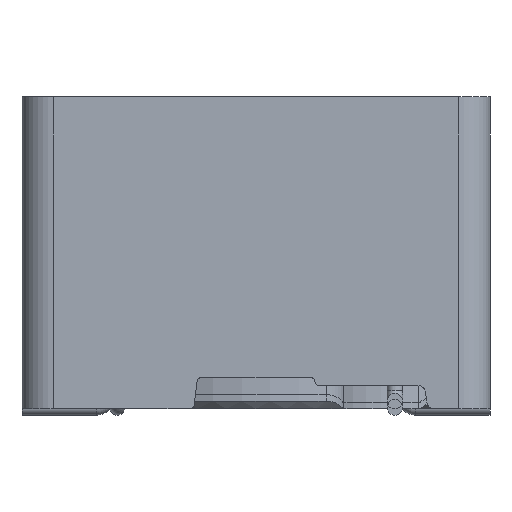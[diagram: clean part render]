
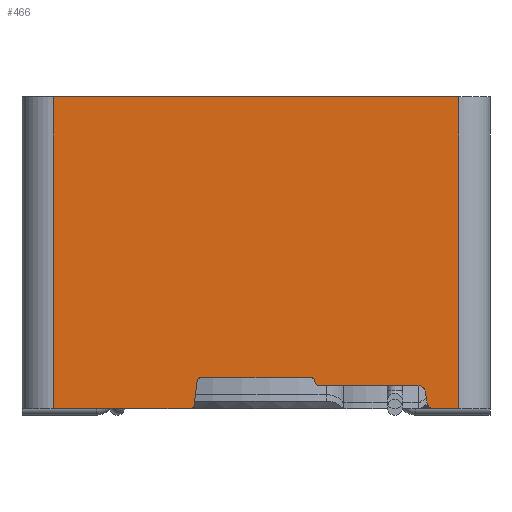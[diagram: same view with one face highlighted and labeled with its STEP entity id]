
A CAD part, front view. The second image highlights one B-rep face of the part: STEP entity #466.
In plain terms, the highlighted planar face has unit normal (0, -1, 0).
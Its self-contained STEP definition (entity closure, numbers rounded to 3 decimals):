
#466 = ADVANCED_FACE( '', ( #1191 ), #1192, .F. );
#1191 = FACE_OUTER_BOUND( '', #2966, .T. );
#1192 = PLANE( '', #2967 );
#2966 = EDGE_LOOP( '', ( #7247, #7248, #7249, #7250, #7251, #7252, #7253, #7254, #7255, #7256, #7257, #7258, #7259, #7260, #7261, #7262 ) );
#2967 = AXIS2_PLACEMENT_3D( '', #7263, #7264, #7265 );
#7247 = ORIENTED_EDGE( '', *, *, #9825, .T. );
#7248 = ORIENTED_EDGE( '', *, *, #9826, .T. );
#7249 = ORIENTED_EDGE( '', *, *, #9827, .T. );
#7250 = ORIENTED_EDGE( '', *, *, #9828, .T. );
#7251 = ORIENTED_EDGE( '', *, *, #9829, .T. );
#7252 = ORIENTED_EDGE( '', *, *, #9830, .T. );
#7253 = ORIENTED_EDGE( '', *, *, #9831, .F. );
#7254 = ORIENTED_EDGE( '', *, *, #9832, .T. );
#7255 = ORIENTED_EDGE( '', *, *, #9833, .T. );
#7256 = ORIENTED_EDGE( '', *, *, #9772, .T. );
#7257 = ORIENTED_EDGE( '', *, *, #9834, .T. );
#7258 = ORIENTED_EDGE( '', *, *, #9715, .T. );
#7259 = ORIENTED_EDGE( '', *, *, #9835, .T. );
#7260 = ORIENTED_EDGE( '', *, *, #9836, .T. );
#7261 = ORIENTED_EDGE( '', *, *, #9837, .T. );
#7262 = ORIENTED_EDGE( '', *, *, #9838, .T. );
#7263 = CARTESIAN_POINT( '', ( -3., -3., 4. ) );
#7264 = DIRECTION( '', ( 0., 1., 0. ) );
#7265 = DIRECTION( '', ( 0., 0., 1. ) );
#9715 = EDGE_CURVE( '', #10877, #10878, #10879, .T. );
#9772 = EDGE_CURVE( '', #10972, #10973, #10974, .F. );
#9825 = EDGE_CURVE( '', #11058, #11059, #11060, .T. );
#9826 = EDGE_CURVE( '', #11059, #11061, #11062, .T. );
#9827 = EDGE_CURVE( '', #11061, #11063, #11064, .T. );
#9828 = EDGE_CURVE( '', #11063, #11065, #11066, .F. );
#9829 = EDGE_CURVE( '', #11065, #11067, #11068, .T. );
#9830 = EDGE_CURVE( '', #11067, #11069, #11070, .F. );
#9831 = EDGE_CURVE( '', #11071, #11069, #11072, .T. );
#9832 = EDGE_CURVE( '', #11071, #11073, #11074, .T. );
#9833 = EDGE_CURVE( '', #11073, #10972, #11075, .T. );
#9834 = EDGE_CURVE( '', #10973, #10877, #11076, .T. );
#9835 = EDGE_CURVE( '', #10878, #11077, #11078, .T. );
#9836 = EDGE_CURVE( '', #11077, #11079, #11080, .T. );
#9837 = EDGE_CURVE( '', #11079, #11081, #11082, .T. );
#9838 = EDGE_CURVE( '', #11081, #11058, #11083, .F. );
#10877 = VERTEX_POINT( '', #12710 );
#10878 = VERTEX_POINT( '', #12711 );
#10879 = CIRCLE( '', #12712, 0.05 );
#10972 = VERTEX_POINT( '', #12897 );
#10973 = VERTEX_POINT( '', #12898 );
#10974 = CIRCLE( '', #12899, 0.05 );
#11058 = VERTEX_POINT( '', #13095 );
#11059 = VERTEX_POINT( '', #13096 );
#11060 = LINE( '', #13097, #13098 );
#11061 = VERTEX_POINT( '', #13099 );
#11062 = CIRCLE( '', #13100, 0.1 );
#11063 = VERTEX_POINT( '', #13101 );
#11064 = LINE( '', #13102, #13103 );
#11065 = VERTEX_POINT( '', #13104 );
#11066 = CIRCLE( '', #13105, 0.1 );
#11067 = VERTEX_POINT( '', #13106 );
#11068 = LINE( '', #13107, #13108 );
#11069 = VERTEX_POINT( '', #13109 );
#11070 = LINE( '', #13110, #13111 );
#11071 = VERTEX_POINT( '', #13112 );
#11072 = LINE( '', #13113, #13114 );
#11073 = VERTEX_POINT( '', #13115 );
#11074 = LINE( '', #13116, #13117 );
#11075 = LINE( '', #13118, #13119 );
#11076 = LINE( '', #13120, #13121 );
#11077 = VERTEX_POINT( '', #13122 );
#11078 = LINE( '', #13123, #13124 );
#11079 = VERTEX_POINT( '', #13125 );
#11080 = CIRCLE( '', #13126, 0.05 );
#11081 = VERTEX_POINT( '', #13127 );
#11082 = LINE( '', #13128, #13129 );
#11083 = CIRCLE( '', #13130, 0.05 );
#12710 = CARTESIAN_POINT( '', ( -0.755, -3., 0.356 ) );
#12711 = CARTESIAN_POINT( '', ( -0.706, -3., 0.4 ) );
#12712 = AXIS2_PLACEMENT_3D( '', #15394, #15395, #15396 );
#12897 = CARTESIAN_POINT( '', ( -0.844, -3., 0. ) );
#12898 = CARTESIAN_POINT( '', ( -0.795, -3., 0.044 ) );
#12899 = AXIS2_PLACEMENT_3D( '', #15470, #15471, #15472 );
#13095 = CARTESIAN_POINT( '', ( 0.807, -3., 0.3 ) );
#13096 = CARTESIAN_POINT( '', ( 2.074, -3., 0.3 ) );
#13097 = CARTESIAN_POINT( '', ( 0.763, -3., 0.3 ) );
#13098 = VECTOR( '', #15534, 1000. );
#13099 = CARTESIAN_POINT( '', ( 2.173, -3., 0.212 ) );
#13100 = AXIS2_PLACEMENT_3D( '', #15535, #15536, #15537 );
#13101 = CARTESIAN_POINT( '', ( 2.189, -3., 0.088 ) );
#13102 = CARTESIAN_POINT( '', ( 2.163, -3., 0.3 ) );
#13103 = VECTOR( '', #15538, 1000. );
#13104 = CARTESIAN_POINT( '', ( 2.288, -3., 0. ) );
#13105 = AXIS2_PLACEMENT_3D( '', #15539, #15540, #15541 );
#13106 = CARTESIAN_POINT( '', ( 2.6, -3., 0. ) );
#13107 = CARTESIAN_POINT( '', ( -3., -3., 0. ) );
#13108 = VECTOR( '', #15542, 1000. );
#13109 = CARTESIAN_POINT( '', ( 2.6, -3., 4. ) );
#13110 = CARTESIAN_POINT( '', ( 2.6, -3., 4. ) );
#13111 = VECTOR( '', #15543, 1000. );
#13112 = CARTESIAN_POINT( '', ( -2.6, -3., 4. ) );
#13113 = CARTESIAN_POINT( '', ( -3., -3., 4. ) );
#13114 = VECTOR( '', #15544, 1000. );
#13115 = CARTESIAN_POINT( '', ( -2.6, -3., 0. ) );
#13116 = CARTESIAN_POINT( '', ( -2.6, -3., 4. ) );
#13117 = VECTOR( '', #15545, 1000. );
#13118 = CARTESIAN_POINT( '', ( -3., -3., 0. ) );
#13119 = VECTOR( '', #15546, 1000. );
#13120 = CARTESIAN_POINT( '', ( -0.342, -3., 3.668 ) );
#13121 = VECTOR( '', #15547, 1000. );
#13122 = CARTESIAN_POINT( '', ( 0.706, -3., 0.4 ) );
#13123 = CARTESIAN_POINT( '', ( -3., -3., 0.4 ) );
#13124 = VECTOR( '', #15548, 1000. );
#13125 = CARTESIAN_POINT( '', ( 0.755, -3., 0.356 ) );
#13126 = AXIS2_PLACEMENT_3D( '', #15549, #15550, #15551 );
#13127 = CARTESIAN_POINT( '', ( 0.757, -3., 0.344 ) );
#13128 = CARTESIAN_POINT( '', ( 0.249, -3., 4.406 ) );
#13129 = VECTOR( '', #15552, 1000. );
#13130 = AXIS2_PLACEMENT_3D( '', #15553, #15554, #15555 );
#15394 = CARTESIAN_POINT( '', ( -0.706, -3., 0.35 ) );
#15395 = DIRECTION( '', ( 0., 1., 0. ) );
#15396 = DIRECTION( '', ( 0., 0., 1. ) );
#15470 = CARTESIAN_POINT( '', ( -0.844, -3., 0.05 ) );
#15471 = DIRECTION( '', ( 0., 1., 0. ) );
#15472 = DIRECTION( '', ( 0., 0., 1. ) );
#15534 = DIRECTION( '', ( 1., 0., 0. ) );
#15535 = CARTESIAN_POINT( '', ( 2.074, -3., 0.2 ) );
#15536 = DIRECTION( '', ( 0., 1., 0. ) );
#15537 = DIRECTION( '', ( 0., 0., 1. ) );
#15538 = DIRECTION( '', ( 0.124, 0., -0.992 ) );
#15539 = CARTESIAN_POINT( '', ( 2.288, -3., 0.1 ) );
#15540 = DIRECTION( '', ( 0., 1., 0. ) );
#15541 = DIRECTION( '', ( 0., 0., 1. ) );
#15542 = DIRECTION( '', ( 1., 0., 0. ) );
#15543 = DIRECTION( '', ( 0., 0., -1. ) );
#15544 = DIRECTION( '', ( 1., 0., 0. ) );
#15545 = DIRECTION( '', ( 0., 0., -1. ) );
#15546 = DIRECTION( '', ( 1., 0., 0. ) );
#15547 = DIRECTION( '', ( 0.124, 0., 0.992 ) );
#15548 = DIRECTION( '', ( 1., 0., 0. ) );
#15549 = CARTESIAN_POINT( '', ( 0.706, -3., 0.35 ) );
#15550 = DIRECTION( '', ( 0., 1., 0. ) );
#15551 = DIRECTION( '', ( 0., 0., 1. ) );
#15552 = DIRECTION( '', ( 0.124, 0., -0.992 ) );
#15553 = CARTESIAN_POINT( '', ( 0.807, -3., 0.35 ) );
#15554 = DIRECTION( '', ( 0., 1., 0. ) );
#15555 = DIRECTION( '', ( 0., 0., 1. ) );
